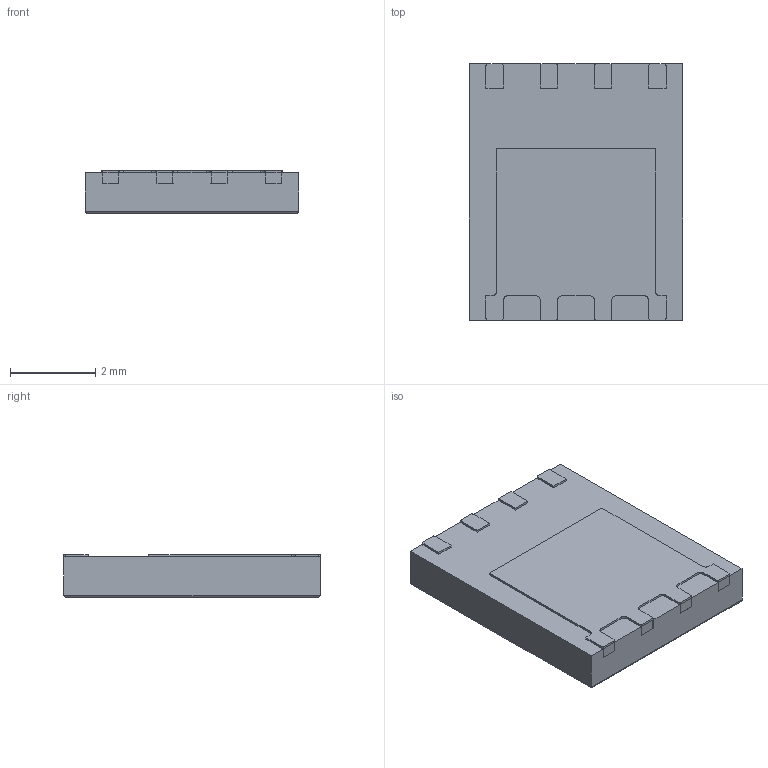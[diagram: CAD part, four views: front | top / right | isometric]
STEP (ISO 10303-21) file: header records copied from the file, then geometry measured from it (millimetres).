
FILE_DESCRIPTION (( 'STEP AP214' ), '1' );
FILE_NAME ('User Library-Power 56.STEP', '2017-05-11T13:41:09', ( 'Windows User' ), ( '' ), 'SwSTEP 2.0', 'SolidWorks 2017', '' );
FILE_SCHEMA (( 'AUTOMOTIVE_DESIGN' ));
Length unit declared in the file: millimetre
Products named in the file (1): User Library-Power 56
Bounding box: 5 x 6 x 1 mm (x, y, z)
Surface area: 142 mm2
Topology: 3 solids, 3 shells, 153 faces, 418 edges, 272 vertices
Faces by surface type: plane 107, cylinder 44, torus 2
Entity records: 6533 total; most frequent: CARTESIAN_POINT 856, ORIENTED_EDGE 836, DIRECTION 808, EDGE_CURVE 418, VECTOR 328, LINE 328, VERTEX_POINT 272, AXIS2_PLACEMENT_3D 240
